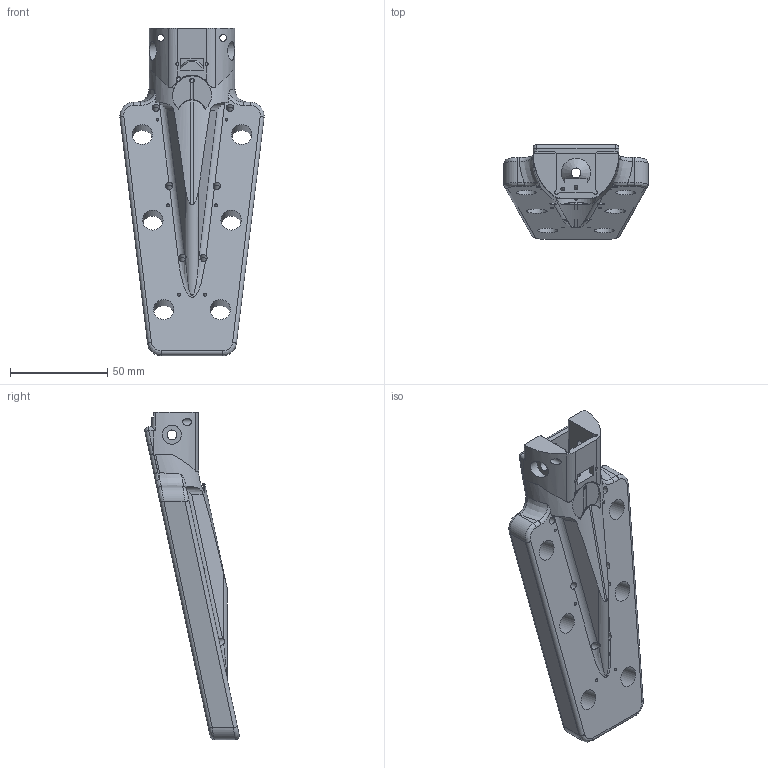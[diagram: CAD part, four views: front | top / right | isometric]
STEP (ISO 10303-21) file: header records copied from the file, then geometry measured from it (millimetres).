
FILE_DESCRIPTION(/* description */ ('STEP AP242','CAx-IF Rec.Pracs.---Representation and Presentation of Product Manufacturing Information (PMI)---4.0---2014-10-13','CAx-IF Rec.Pracs.---3D Tessellated Geometry---0.4---2014-09-14','2;1'),/* implementation_level */ '2;1');
FILE_NAME(/* name */ 'Head - Head',/* time_stamp */ '2025-01-11T07:55:12Z',/* author */ (''),/* organization */ (''),/* preprocessor_version */ 'ST-DEVELOPER v20',/* originating_system */ 'ONSHAPE BY PTC INC, 1.192',/* authorisation */ ' ');
FILE_SCHEMA (('AP242_MANAGED_MODEL_BASED_3D_ENGINEERING_MIM_LF { 1 0 10303 442 1 1 4 }'));
Length unit declared in the file: metre
Products named in the file (1): Head
Bounding box: 74.11 x 48.48 x 168.07 mm (x, y, z)
Volume: 140223.9 mm3; surface area: 33114.9 mm2
Topology: 1 solids, 1 shells, 202 faces, 536 edges, 340 vertices
Faces by surface type: cylinder 94, plane 64, bspline 33, torus 6, cone 3, sphere 2
Full cylindrical faces by diameter (mm): 1.5 x8, 2 x1, 3.2 x6, 3.5 x3, 3.75 x8, 5 x3, 6 x1, 9.75 x2, 10 x1, 10.5 x6
Entity records: 7038 total; most frequent: CARTESIAN_POINT 2362, ORIENTED_EDGE 956, DIRECTION 907, EDGE_CURVE 478, AXIS2_PLACEMENT_3D 374, VERTEX_POINT 328, FACE_BOUND 298, EDGE_LOOP 296
